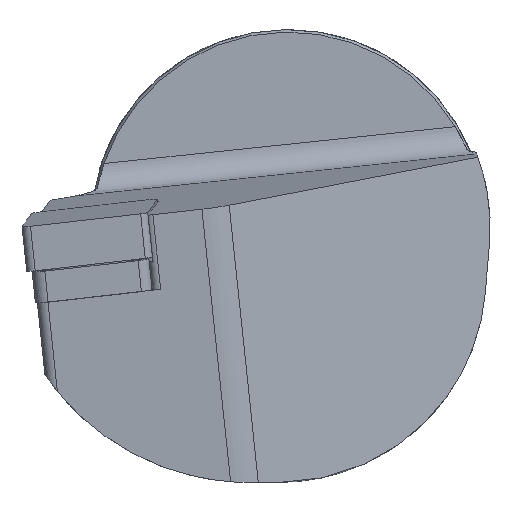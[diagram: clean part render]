
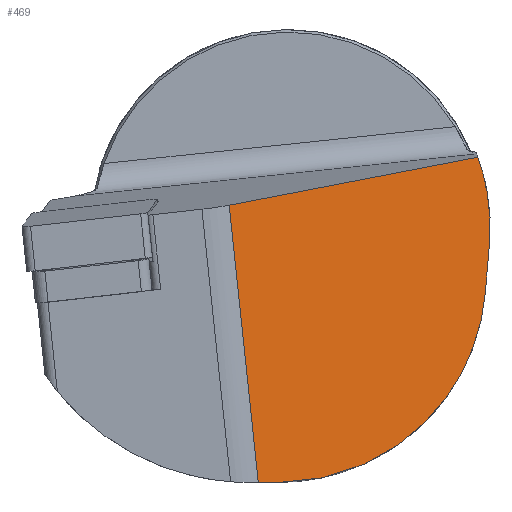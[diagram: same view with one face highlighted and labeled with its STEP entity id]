
A CAD part, left-side view. The second image highlights one B-rep face of the part: STEP entity #469.
In plain terms, the highlighted planar face has unit normal (-0.769, -0.639, -0.014).
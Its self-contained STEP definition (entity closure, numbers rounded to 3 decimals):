
#293=ELLIPSE('',#2049,27.317,21.);
#294=ELLIPSE('',#2050,26.666,20.5);
#469=ADVANCED_FACE('',(#618),#549,.F.);
#549=PLANE('',#2051);
#618=FACE_OUTER_BOUND('',#730,.T.);
#730=EDGE_LOOP('',(#987,#988,#989,#990,#991,#992));
#987=ORIENTED_EDGE('',*,*,#1548,.T.);
#988=ORIENTED_EDGE('',*,*,#1549,.T.);
#989=ORIENTED_EDGE('',*,*,#1550,.T.);
#990=ORIENTED_EDGE('',*,*,#1451,.F.);
#991=ORIENTED_EDGE('',*,*,#1545,.F.);
#992=ORIENTED_EDGE('',*,*,#1551,.T.);
#1288=VERTEX_POINT('',#2722);
#1289=VERTEX_POINT('',#2724);
#1356=VERTEX_POINT('',#3445);
#1358=VERTEX_POINT('',#3454);
#1359=VERTEX_POINT('',#3455);
#1360=VERTEX_POINT('',#3457);
#1451=EDGE_CURVE('',#1288,#1289,#1683,.T.);
#1545=EDGE_CURVE('',#1356,#1288,#1720,.T.);
#1548=EDGE_CURVE('',#1358,#1359,#293,.T.);
#1549=EDGE_CURVE('',#1359,#1360,#1721,.T.);
#1550=EDGE_CURVE('',#1360,#1289,#294,.T.);
#1551=EDGE_CURVE('',#1356,#1358,#1722,.T.);
#1683=LINE('',#2723,#1811);
#1720=LINE('',#3444,#1848);
#1721=LINE('',#3456,#1849);
#1722=LINE('',#3459,#1850);
#1811=VECTOR('',#2177,1.);
#1848=VECTOR('',#2338,1.);
#1849=VECTOR('',#2345,1.);
#1850=VECTOR('',#2348,1.);
#2049=AXIS2_PLACEMENT_3D('',#3453,#2343,#2344);
#2050=AXIS2_PLACEMENT_3D('',#3458,#2346,#2347);
#2051=AXIS2_PLACEMENT_3D('',#3460,#2349,#2350);
#2177=DIRECTION('',(0.631,-0.762,0.147));
#2338=DIRECTION('',(-0.105,0.104,0.989));
#2343=DIRECTION('',(-0.769,-0.639,-0.014));
#2344=DIRECTION('',(0.64,-0.769,-0.017));
#2345=DIRECTION('',(0.053,-0.085,0.995));
#2346=DIRECTION('',(-0.769,-0.639,-0.014));
#2347=DIRECTION('',(0.64,-0.769,-0.017));
#2348=DIRECTION('',(0.639,-0.769,0.));
#2349=DIRECTION('',(0.769,0.639,0.014));
#2350=DIRECTION('',(0.639,-0.769,0.));
#2722=CARTESIAN_POINT('',(3.126,5.981,2.187));
#2723=CARTESIAN_POINT('',(3.126,5.981,2.187));
#2724=CARTESIAN_POINT('',(24.022,-19.251,7.047));
#3444=CARTESIAN_POINT('',(11.071,-1.92,-72.983));
#3445=CARTESIAN_POINT('',(6.099,3.025,-25.939));
#3453=CARTESIAN_POINT('',(7.462,0.924,-4.939));
#3454=CARTESIAN_POINT('',(7.846,0.924,-25.939));
#3455=CARTESIAN_POINT('',(24.897,-20.,-6.727));
#3456=CARTESIAN_POINT('',(25.077,-20.291,-3.321));
#3457=CARTESIAN_POINT('',(25.16,-20.426,-1.745));
#3458=CARTESIAN_POINT('',(8.14,0.,0.));
#3459=CARTESIAN_POINT('',(2.594,7.239,-25.939));
#3460=CARTESIAN_POINT('',(34.366,-30.048,-67.565));
